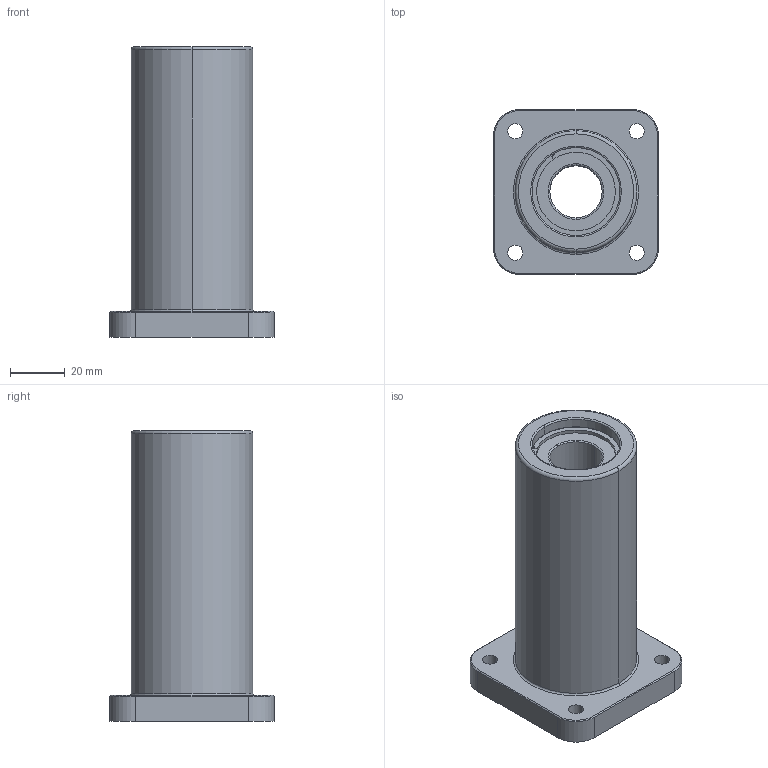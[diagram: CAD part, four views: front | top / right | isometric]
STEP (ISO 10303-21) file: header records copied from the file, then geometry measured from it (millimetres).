
FILE_DESCRIPTION (( 'STEP AP203' ), '1' );
FILE_NAME ('FlangeMount_1673B96C88.step', '2022-02-17T14:14:45', ( '' ), ( '' ), 'SwSTEP 2.0', 'SolidWorks 2019', '' );
FILE_SCHEMA (( 'CONFIG_CONTROL_DESIGN' ));
Length unit declared in the file: inch
Products named in the file (3): jPcFmihXiw_CADModel_0; FlangeMount_1673B96C88
Assembly tree (1 placements, depth 2):
  jPcFmihXiw_CADModel_0
  FlangeMount_1673B96C88
    jPcFmihXiw_CADModel_0
Bounding box: 60.33 x 60.33 x 106.27 mm (x, y, z)
Volume: 141068.5 mm3; surface area: 68254.6 mm2
Topology: 13 solids, 13 shells, 273 faces, 612 edges, 374 vertices
Faces by surface type: cylinder 108, plane 55, torus 54, cone 36, bspline 20
Entity records: 8216 total; most frequent: CARTESIAN_POINT 1624, DIRECTION 1500, ORIENTED_EDGE 1224, AXIS2_PLACEMENT_3D 650, EDGE_CURVE 612, CIRCLE 392, VERTEX_POINT 374, EDGE_LOOP 312
